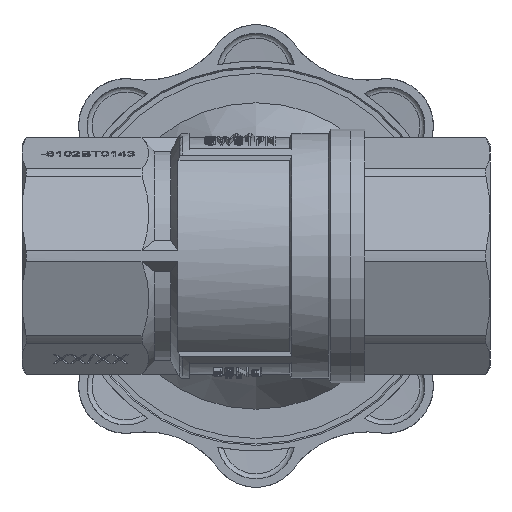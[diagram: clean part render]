
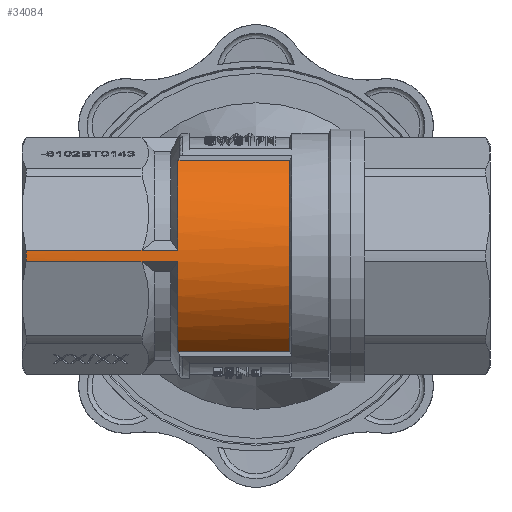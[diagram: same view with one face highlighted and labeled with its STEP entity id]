
A CAD part, front view. The second image highlights one B-rep face of the part: STEP entity #34084.
In plain terms, the highlighted cylindrical face has radius 21.25 mm (diameter 42.5 mm), a partial arc.
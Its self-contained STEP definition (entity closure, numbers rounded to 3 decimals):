
#1673=LINE('',#52674,#5240);
#1675=LINE('',#52721,#5242);
#2212=LINE('',#54104,#5779);
#2377=LINE('',#55821,#5944);
#2378=LINE('',#55822,#5945);
#2379=LINE('',#55823,#5946);
#5240=VECTOR('',#40737,1000.);
#5242=VECTOR('',#40743,1000.);
#5779=VECTOR('',#41352,1000.);
#5944=VECTOR('',#41587,1000.);
#5945=VECTOR('',#41588,1000.);
#5946=VECTOR('',#41589,1000.);
#12561=ORIENTED_EDGE('',*,*,#21680,.T.);
#12562=ORIENTED_EDGE('',*,*,#21874,.F.);
#12563=ORIENTED_EDGE('',*,*,#21216,.T.);
#12564=ORIENTED_EDGE('',*,*,#21101,.T.);
#12565=ORIENTED_EDGE('',*,*,#21875,.F.);
#12566=ORIENTED_EDGE('',*,*,#21206,.T.);
#12567=ORIENTED_EDGE('',*,*,#21094,.T.);
#12568=ORIENTED_EDGE('',*,*,#21053,.F.);
#12569=ORIENTED_EDGE('',*,*,#21876,.F.);
#12570=ORIENTED_EDGE('',*,*,#21203,.T.);
#21053=EDGE_CURVE('',#25915,#25916,#29063,.T.);
#21094=EDGE_CURVE('',#25952,#25916,#1673,.T.);
#21101=EDGE_CURVE('',#25954,#25957,#1675,.T.);
#21203=EDGE_CURVE('',#26056,#26055,#29097,.T.);
#21206=EDGE_CURVE('',#26058,#25952,#29100,.T.);
#21216=EDGE_CURVE('',#26065,#25954,#29106,.T.);
#21680=EDGE_CURVE('',#26055,#26519,#2212,.T.);
#21874=EDGE_CURVE('',#26065,#26519,#2377,.T.);
#21875=EDGE_CURVE('',#26058,#25957,#2378,.T.);
#21876=EDGE_CURVE('',#26056,#25915,#2379,.T.);
#25915=VERTEX_POINT('',#52440);
#25916=VERTEX_POINT('',#52441);
#25952=VERTEX_POINT('',#52675);
#25954=VERTEX_POINT('',#52696);
#25957=VERTEX_POINT('',#52720);
#26055=VERTEX_POINT('',#53013);
#26056=VERTEX_POINT('',#53015);
#26058=VERTEX_POINT('',#53021);
#26065=VERTEX_POINT('',#53086);
#26519=VERTEX_POINT('',#54103);
#29063=CIRCLE('',#36535,21.25);
#29097=CIRCLE('',#36587,21.25);
#29100=CIRCLE('',#36591,21.25);
#29106=CIRCLE('',#36598,21.25);
#29823=EDGE_LOOP('',(#12561,#12562,#12563,#12564,#12565,#12566,#12567,#12568,
#12569,#12570));
#31945=FACE_BOUND('',#29823,.T.);
#33621=CYLINDRICAL_SURFACE('',#36647,21.25);
#34084=ADVANCED_FACE('',(#31945),#33621,.T.);
#36535=AXIS2_PLACEMENT_3D('',#52439,#40647,#40648);
#36587=AXIS2_PLACEMENT_3D('',#53014,#40850,#40851);
#36591=AXIS2_PLACEMENT_3D('',#53020,#40858,#40859);
#36598=AXIS2_PLACEMENT_3D('',#53087,#40872,#40873);
#36647=AXIS2_PLACEMENT_3D('',#55820,#41585,#41586);
#40647=DIRECTION('',(1.,0.,0.));
#40648=DIRECTION('',(0.,-1.,0.));
#40737=DIRECTION('',(1.,0.,0.));
#40743=DIRECTION('',(1.,0.,0.));
#40850=DIRECTION('',(1.,0.,0.));
#40851=DIRECTION('',(0.,-1.,0.));
#40858=DIRECTION('',(1.,0.,0.));
#40859=DIRECTION('',(0.,-1.,0.));
#40872=DIRECTION('',(1.,0.,0.));
#40873=DIRECTION('',(0.,-0.924,-0.383));
#41352=DIRECTION('',(-1.,0.,0.));
#41585=DIRECTION('',(1.,0.,0.));
#41586=DIRECTION('',(0.,-0.924,-0.383));
#41587=DIRECTION('',(1.,0.,0.));
#41588=DIRECTION('',(-1.,0.,0.));
#41589=DIRECTION('',(1.,0.,0.));
#52439=CARTESIAN_POINT('',(6.,0.,0.));
#52440=CARTESIAN_POINT('',(6.,-12.5,17.185));
#52441=CARTESIAN_POINT('',(6.,-12.5,-17.185));
#52674=CARTESIAN_POINT('',(-14.,-12.5,-17.185));
#52675=CARTESIAN_POINT('',(-14.001,-12.5,-17.185));
#52696=CARTESIAN_POINT('',(-41.278,-21.226,-1.02));
#52720=CARTESIAN_POINT('',(-20.461,-21.226,-1.02));
#52721=CARTESIAN_POINT('',(-30.,-21.226,-1.02));
#53013=CARTESIAN_POINT('',(-14.001,-21.226,1.02));
#53014=CARTESIAN_POINT('',(-14.001,0.,0.));
#53015=CARTESIAN_POINT('',(-14.001,-12.5,17.185));
#53020=CARTESIAN_POINT('',(-14.001,0.,0.));
#53021=CARTESIAN_POINT('',(-14.001,-21.226,-1.02));
#53086=CARTESIAN_POINT('',(-41.278,-21.226,1.02));
#53087=CARTESIAN_POINT('',(-41.278,0.,0.));
#54103=CARTESIAN_POINT('',(-20.461,-21.226,1.02));
#54104=CARTESIAN_POINT('',(-18.,-21.226,1.02));
#55820=CARTESIAN_POINT('',(-14.,0.,0.));
#55821=CARTESIAN_POINT('',(-30.,-21.226,1.02));
#55822=CARTESIAN_POINT('',(-18.,-21.226,-1.02));
#55823=CARTESIAN_POINT('',(-14.,-12.5,17.185));
